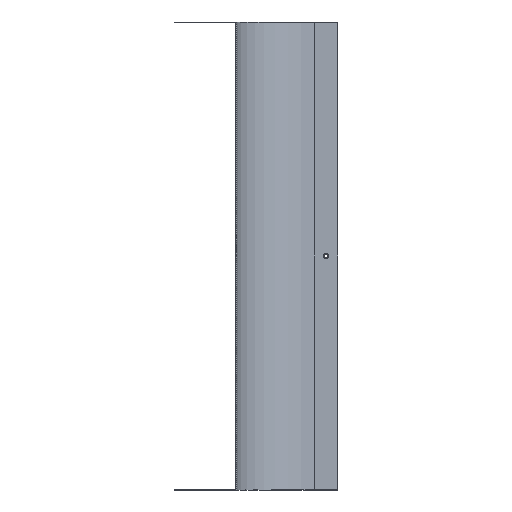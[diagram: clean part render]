
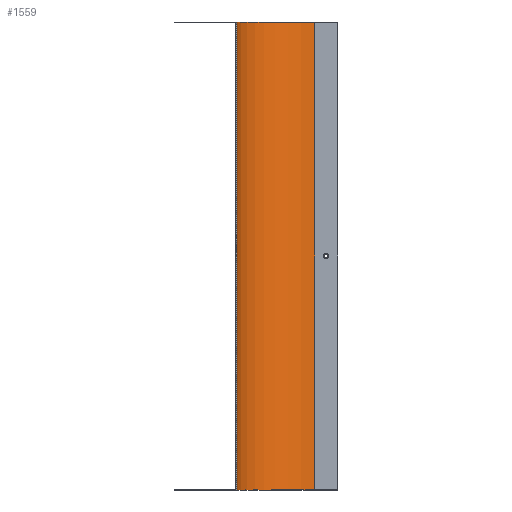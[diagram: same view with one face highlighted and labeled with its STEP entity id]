
A CAD part, left-side view. The second image highlights one B-rep face of the part: STEP entity #1559.
In plain terms, the highlighted cylindrical face has radius 100 mm (diameter 200 mm), a partial arc.
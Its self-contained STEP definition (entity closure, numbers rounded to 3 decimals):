
#85 = EDGE_LOOP ( 'NONE', ( #1125, #1124, #1123, #1122 ) ) ;
#189 = DIRECTION ( 'NONE',  ( -1., 0., 0. ) ) ;
#197 = DIRECTION ( 'NONE',  ( 0., 0., -1. ) ) ;
#198 = CARTESIAN_POINT ( 'NONE',  ( -100., 30., 1. ) ) ;
#416 = CARTESIAN_POINT ( 'NONE',  ( 0., 30., -599. ) ) ;
#555 = CARTESIAN_POINT ( 'NONE',  ( -100., 30., -599. ) ) ;
#556 = DIRECTION ( 'NONE',  ( 0., 0., -1. ) ) ;
#557 = DIRECTION ( 'NONE',  ( -1., 0., 0. ) ) ;
#559 = CARTESIAN_POINT ( 'NONE',  ( 0., 30., 1. ) ) ;
#560 = CARTESIAN_POINT ( 'NONE',  ( -100., 30., 1. ) ) ;
#561 = DIRECTION ( 'NONE',  ( 0., 0., -1. ) ) ;
#562 = DIRECTION ( 'NONE',  ( -1., 0., 0. ) ) ;
#568 = DIRECTION ( 'NONE',  ( 0., 0., -1. ) ) ;
#720 = VERTEX_POINT ( 'NONE', #1442 ) ;
#762 = CIRCLE ( 'NONE', #1075, 100. ) ;
#766 = CIRCLE ( 'NONE', #1085, 100. ) ;
#770 = LINE ( 'NONE', #559, #772 ) ;
#772 = VECTOR ( 'NONE', #568, 1000. ) ;
#923 = FACE_OUTER_BOUND ( 'NONE', #85, .T. ) ;
#928 = CYLINDRICAL_SURFACE ( 'NONE', #1113, 100. ) ;
#1034 = CARTESIAN_POINT ( 'NONE',  ( -100., 130., -599. ) ) ;
#1037 = CARTESIAN_POINT ( 'NONE',  ( -100., 130., 1. ) ) ;
#1075 = AXIS2_PLACEMENT_3D ( 'NONE', #555, #556, #557 ) ;
#1085 = AXIS2_PLACEMENT_3D ( 'NONE', #560, #561, #562 ) ;
#1113 = AXIS2_PLACEMENT_3D ( 'NONE', #198, #197, #189 ) ;
#1122 = ORIENTED_EDGE ( 'NONE', *, *, #1456, .F. ) ;
#1123 = ORIENTED_EDGE ( 'NONE', *, *, #1458, .F. ) ;
#1124 = ORIENTED_EDGE ( 'NONE', *, *, #1455, .T. ) ;
#1125 = ORIENTED_EDGE ( 'NONE', *, *, #1946, .T. ) ;
#1277 = VERTEX_POINT ( 'NONE', #1037 ) ;
#1286 = VERTEX_POINT ( 'NONE', #1034 ) ;
#1312 = VERTEX_POINT ( 'NONE', #416 ) ;
#1442 = CARTESIAN_POINT ( 'NONE',  ( 0., 30., 1. ) ) ;
#1455 = EDGE_CURVE ( 'NONE', #1286, #1312, #762, .T. ) ;
#1456 = EDGE_CURVE ( 'NONE', #1277, #720, #766, .T. ) ;
#1458 = EDGE_CURVE ( 'NONE', #720, #1312, #770, .T. ) ;
#1559 = ADVANCED_FACE ( 'NONE', ( #923 ), #928, .F. ) ;
#1946 = EDGE_CURVE ( 'NONE', #1277, #1286, #2431, .T. ) ;
#2157 = CARTESIAN_POINT ( 'NONE',  ( -100., 130., 1. ) ) ;
#2158 = DIRECTION ( 'NONE',  ( 0., 0., -1. ) ) ;
#2431 = LINE ( 'NONE', #2157, #2434 ) ;
#2434 = VECTOR ( 'NONE', #2158, 1000. ) ;
